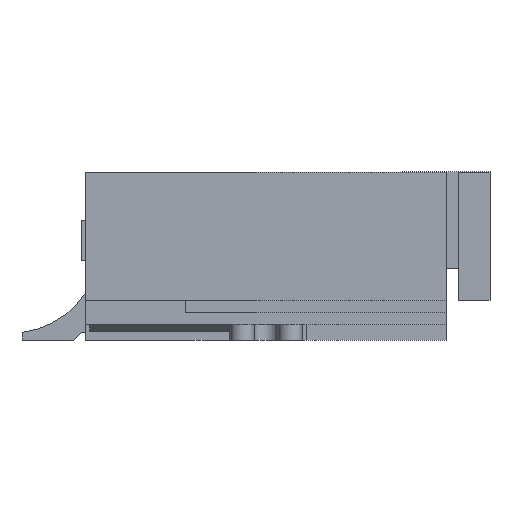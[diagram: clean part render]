
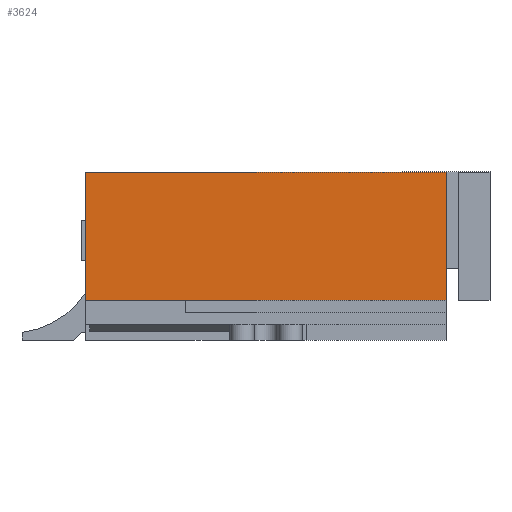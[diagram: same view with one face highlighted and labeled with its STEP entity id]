
A CAD part, left-side view. The second image highlights one B-rep face of the part: STEP entity #3624.
In plain terms, the highlighted planar face has unit normal (-1, 0, 0).
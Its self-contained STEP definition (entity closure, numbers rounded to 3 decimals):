
#3624=ADVANCED_FACE('',(#6316),#6318,.F.);
#6316=FACE_BOUND('',#6317,.T.);
#6317=EDGE_LOOP('',(#8423,#8424,#8425,#8426));
#6318=PLANE('',#6319);
#6319=AXIS2_PLACEMENT_3D('',#6320,#6321,#6322);
#6320=CARTESIAN_POINT('',(-2.4,0.,0.));
#6321=DIRECTION('',(1.,0.,0.));
#6322=DIRECTION('',(0.,1.,0.));
#8423=ORIENTED_EDGE('',*,*,#9477,.F.);
#8424=ORIENTED_EDGE('',*,*,#9474,.F.);
#8425=ORIENTED_EDGE('',*,*,#9471,.F.);
#8426=ORIENTED_EDGE('',*,*,#9467,.F.);
#9467=EDGE_CURVE('',#11192,#11193,#11194,.T.);
#9471=EDGE_CURVE('',#11193,#11200,#11201,.T.);
#9474=EDGE_CURVE('',#11200,#11205,#11206,.T.);
#9477=EDGE_CURVE('',#11205,#11192,#11210,.T.);
#11192=VERTEX_POINT('',#15077);
#11193=VERTEX_POINT('',#15078);
#11194=LINE('',#15079,#15080);
#11200=VERTEX_POINT('',#15093);
#11201=LINE('',#15094,#15095);
#11205=VERTEX_POINT('',#15104);
#11206=LINE('',#15105,#15106);
#11210=LINE('',#15115,#15116);
#15077=CARTESIAN_POINT('',(-2.4,-5.25,0.5));
#15078=CARTESIAN_POINT('',(-2.4,-0.75,0.5));
#15079=CARTESIAN_POINT('',(-2.4,-5.25,0.5));
#15080=VECTOR('',#15081,1.);
#15081=DIRECTION('',(0.,1.,0.));
#15093=CARTESIAN_POINT('',(-2.4,-0.75,2.1));
#15094=CARTESIAN_POINT('',(-2.4,-0.75,0.5));
#15095=VECTOR('',#15096,1.);
#15096=DIRECTION('',(0.,0.,1.));
#15104=CARTESIAN_POINT('',(-2.4,-5.25,2.1));
#15105=CARTESIAN_POINT('',(-2.4,-0.75,2.1));
#15106=VECTOR('',#15107,1.);
#15107=DIRECTION('',(0.,-1.,0.));
#15115=CARTESIAN_POINT('',(-2.4,-5.25,2.1));
#15116=VECTOR('',#15117,1.);
#15117=DIRECTION('',(0.,0.,-1.));
